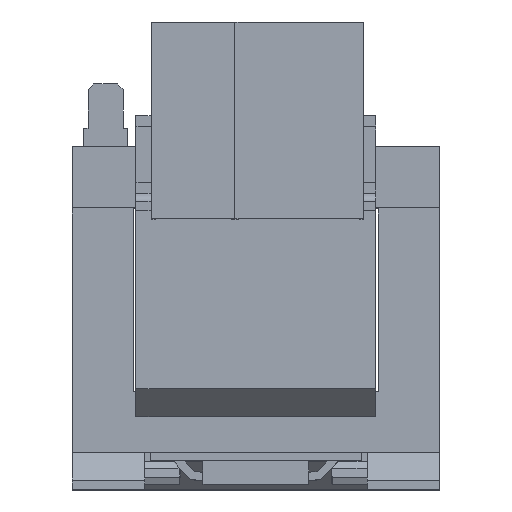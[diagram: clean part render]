
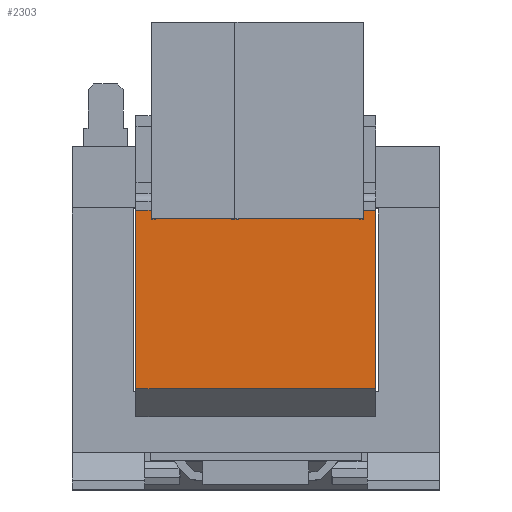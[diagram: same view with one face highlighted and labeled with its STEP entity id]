
A CAD part, top view. The second image highlights one B-rep face of the part: STEP entity #2303.
In plain terms, the highlighted planar face has unit normal (0, 0, 1).
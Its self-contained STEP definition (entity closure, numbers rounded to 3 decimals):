
#34 = EDGE_CURVE ( 'Defeature ausgef�hrt1_33+Defeature ausgef�hrt1_32+Defeature ausgef�hrt1_38+Defeature ausgef�hrt1_39', #15416, #12946, #14928, .T. ) ;
#344 = CARTESIAN_POINT ( 'NONE',  ( -21.55, 16.468, 24.55 ) ) ;
#435 = LINE ( 'NONE', #5573, #2941 ) ;
#504 = CARTESIAN_POINT ( 'NONE',  ( 21.55, -15.632, 24.55 ) ) ;
#668 = DIRECTION ( 'NONE',  ( -1., 0., 0. ) ) ;
#885 = AXIS2_PLACEMENT_3D ( 'NONE', #12988, #6025, #14518 ) ;
#969 = CARTESIAN_POINT ( 'NONE',  ( 21.55, 16.468, 24.55 ) ) ;
#1545 = EDGE_CURVE ( 'Defeature ausgef�hrt1_38+Defeature ausgef�hrt1_33+Defeature ausgef�hrt1_32+Defeature ausgef�hrt1_34', #15416, #5364, #2728, .T. ) ;
#1749 = LINE ( 'NONE', #504, #7782 ) ;
#2303 = ADVANCED_FACE ( 'Defeature ausgef�hrt1_33', ( #12351 ), #4507, .F. ) ;
#2728 = LINE ( 'NONE', #7576, #6103 ) ;
#2941 = VECTOR ( 'NONE', #6739, 1000. ) ;
#3611 = CARTESIAN_POINT ( 'NONE',  ( -21.55, -15.632, 24.55 ) ) ;
#4051 = DIRECTION ( 'NONE',  ( 0., -1., 0. ) ) ;
#4507 = PLANE ( 'NONE',  #885 ) ;
#5052 = VERTEX_POINT ( 'NONE', #3611 ) ;
#5364 = VERTEX_POINT ( 'NONE', #9440 ) ;
#5573 = CARTESIAN_POINT ( 'NONE',  ( -21.55, -15.632, 24.55 ) ) ;
#5838 = ORIENTED_EDGE ( 'NONE', *, *, #5886, .T. ) ;
#5886 = EDGE_CURVE ( 'Defeature ausgef�hrt1_33+Defeature ausgef�hrt1_39+Defeature ausgef�hrt1_32+Defeature ausgef�hrt1_34', #12946, #5052, #435, .T. ) ;
#6025 = DIRECTION ( 'NONE',  ( 0., 0., -1. ) ) ;
#6103 = VECTOR ( 'NONE', #4051, 1000. ) ;
#6739 = DIRECTION ( 'NONE',  ( 0., -1., 0. ) ) ;
#6834 = EDGE_CURVE ( 'Defeature ausgef�hrt1_34+Defeature ausgef�hrt1_33+Defeature ausgef�hrt1_38+Defeature ausgef�hrt1_39', #5364, #5052, #1749, .T. ) ;
#7576 = CARTESIAN_POINT ( 'NONE',  ( 21.55, -15.632, 24.55 ) ) ;
#7782 = VECTOR ( 'NONE', #668, 1000. ) ;
#8477 = CARTESIAN_POINT ( 'NONE',  ( 21.55, 16.468, 24.55 ) ) ;
#8880 = ORIENTED_EDGE ( 'NONE', *, *, #6834, .F. ) ;
#9440 = CARTESIAN_POINT ( 'NONE',  ( 21.55, -15.632, 24.55 ) ) ;
#11000 = DIRECTION ( 'NONE',  ( -1., 0., 0. ) ) ;
#11708 = ORIENTED_EDGE ( 'NONE', *, *, #1545, .F. ) ;
#12351 = FACE_OUTER_BOUND ( 'NONE', #15316, .T. ) ;
#12946 = VERTEX_POINT ( 'NONE', #344 ) ;
#12988 = CARTESIAN_POINT ( 'NONE',  ( 21.55, -15.632, 24.55 ) ) ;
#13447 = ORIENTED_EDGE ( 'NONE', *, *, #34, .T. ) ;
#14518 = DIRECTION ( 'NONE',  ( 0., 1., 0. ) ) ;
#14742 = VECTOR ( 'NONE', #11000, 1000. ) ;
#14928 = LINE ( 'NONE', #8477, #14742 ) ;
#15316 = EDGE_LOOP ( 'NONE', ( #5838, #8880, #11708, #13447 ) ) ;
#15416 = VERTEX_POINT ( 'NONE', #969 ) ;
